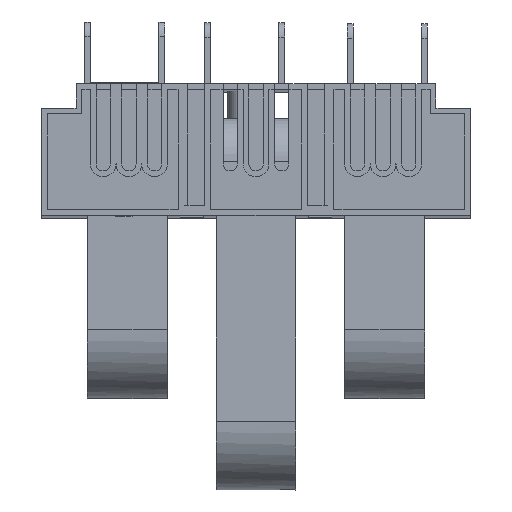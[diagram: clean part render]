
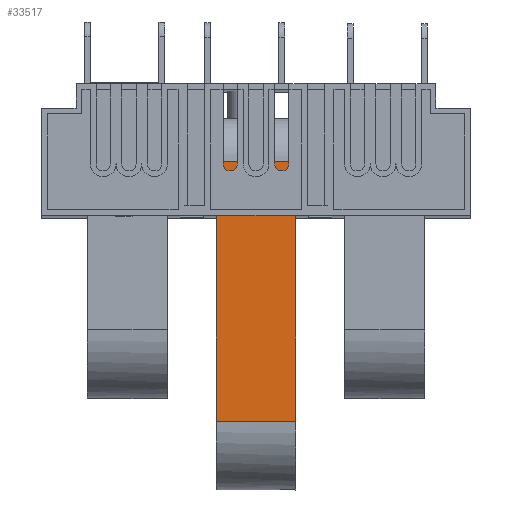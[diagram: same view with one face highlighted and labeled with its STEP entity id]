
A CAD part, top view. The second image highlights one B-rep face of the part: STEP entity #33517.
In plain terms, the highlighted planar face has unit normal (0, 0, 1).
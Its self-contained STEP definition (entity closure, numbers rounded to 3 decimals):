
#33429=CARTESIAN_POINT('Line Origine',(75.,-35.5,-32.5)) ;
#33433=CARTESIAN_POINT('Vertex',(61.,-35.5,-32.5)) ;
#33435=CARTESIAN_POINT('Vertex',(89.,-35.5,-32.5)) ;
#33487=CARTESIAN_POINT('Axis2P3D Location',(89.,-35.5,-32.5)) ;
#33492=CARTESIAN_POINT('Line Origine',(61.,-81.,-32.5)) ;
#33496=CARTESIAN_POINT('Vertex',(61.,-126.5,-32.5)) ;
#33499=CARTESIAN_POINT('Line Origine',(75.,-126.5,-32.5)) ;
#33503=CARTESIAN_POINT('Vertex',(89.,-126.5,-32.5)) ;
#33506=CARTESIAN_POINT('Line Origine',(89.,-81.,-32.5)) ;
#33430=DIRECTION('Vector Direction',(1.,0.,0.)) ;
#33488=DIRECTION('Axis2P3D Direction',(0.,0.,1.)) ;
#33489=DIRECTION('Axis2P3D XDirection',(-1.,0.,0.)) ;
#33493=DIRECTION('Vector Direction',(0.,-1.,0.)) ;
#33500=DIRECTION('Vector Direction',(-1.,0.,0.)) ;
#33507=DIRECTION('Vector Direction',(0.,-1.,0.)) ;
#33490=AXIS2_PLACEMENT_3D('Plane Axis2P3D',#33487,#33488,#33489) ;
#33512=ORIENTED_EDGE('',*,*,#33498,.T.) ;
#33513=ORIENTED_EDGE('',*,*,#33505,.F.) ;
#33514=ORIENTED_EDGE('',*,*,#33510,.F.) ;
#33515=ORIENTED_EDGE('',*,*,#33437,.F.) ;
#33431=VECTOR('Line Direction',#33430,1.) ;
#33494=VECTOR('Line Direction',#33493,1.) ;
#33501=VECTOR('Line Direction',#33500,1.) ;
#33508=VECTOR('Line Direction',#33507,1.) ;
#33517=ADVANCED_FACE('Hauptk\X2\00F6\X0\rper',(#33516),#33491,.T.) ;
#33437=EDGE_CURVE('',#33434,#33436,#33432,.T.) ;
#33498=EDGE_CURVE('',#33434,#33497,#33495,.T.) ;
#33505=EDGE_CURVE('',#33504,#33497,#33502,.T.) ;
#33510=EDGE_CURVE('',#33436,#33504,#33509,.T.) ;
#33511=EDGE_LOOP('',(#33512,#33513,#33514,#33515)) ;
#33516=FACE_OUTER_BOUND('',#33511,.T.) ;
#33432=LINE('Line',#33429,#33431) ;
#33495=LINE('Line',#33492,#33494) ;
#33502=LINE('Line',#33499,#33501) ;
#33509=LINE('Line',#33506,#33508) ;
#33491=PLANE('',#33490) ;
#33434=VERTEX_POINT('',#33433) ;
#33436=VERTEX_POINT('',#33435) ;
#33497=VERTEX_POINT('',#33496) ;
#33504=VERTEX_POINT('',#33503) ;
